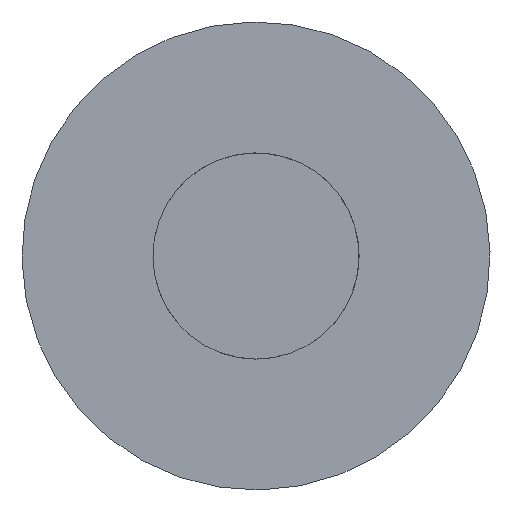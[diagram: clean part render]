
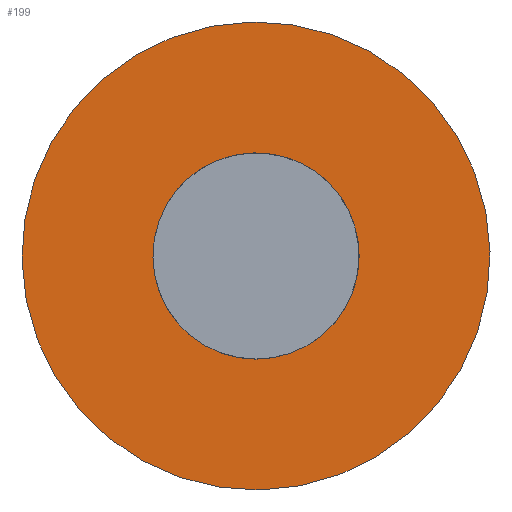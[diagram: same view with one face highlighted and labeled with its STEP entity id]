
A CAD part, left-side view. The second image highlights one B-rep face of the part: STEP entity #199.
In plain terms, the highlighted planar face has unit normal (-1, 0, 0).
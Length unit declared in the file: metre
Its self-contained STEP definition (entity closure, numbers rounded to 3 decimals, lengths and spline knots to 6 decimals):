
#58=PLANE('',#229);
#72=ORIENTED_EDGE('',*,*,#113,.F.);
#73=ORIENTED_EDGE('',*,*,#115,.T.);
#113=EDGE_CURVE('',#136,#136,#153,.T.);
#115=EDGE_CURVE('',#138,#138,#155,.T.);
#136=VERTEX_POINT('',#299);
#138=VERTEX_POINT('',#304);
#153=CIRCLE('',#223,0.002019);
#155=CIRCLE('',#226,0.004585);
#163=EDGE_LOOP('',(#72));
#164=EDGE_LOOP('',(#73));
#181=FACE_BOUND('',#163,.T.);
#182=FACE_BOUND('',#164,.T.);
#199=ADVANCED_FACE('',(#181,#182),#58,.F.);
#223=AXIS2_PLACEMENT_3D('',#298,#244,#245);
#226=AXIS2_PLACEMENT_3D('',#303,#250,#251);
#229=AXIS2_PLACEMENT_3D('',#308,#256,#257);
#244=DIRECTION('',(-1.,0.,0.));
#245=DIRECTION('',(0.,0.988,0.156));
#250=DIRECTION('',(-1.,0.,0.));
#251=DIRECTION('',(0.,0.988,0.156));
#256=DIRECTION('',(1.,0.,0.));
#257=DIRECTION('',(0.,0.156,-0.988));
#298=CARTESIAN_POINT('',(-0.348023,-0.137546,0.046255));
#299=CARTESIAN_POINT('',(-0.348023,-0.135552,0.046571));
#303=CARTESIAN_POINT('',(-0.348023,-0.137546,0.046255));
#304=CARTESIAN_POINT('',(-0.348023,-0.133018,0.046972));
#308=CARTESIAN_POINT('',(-0.348023,-0.137546,0.046255));
